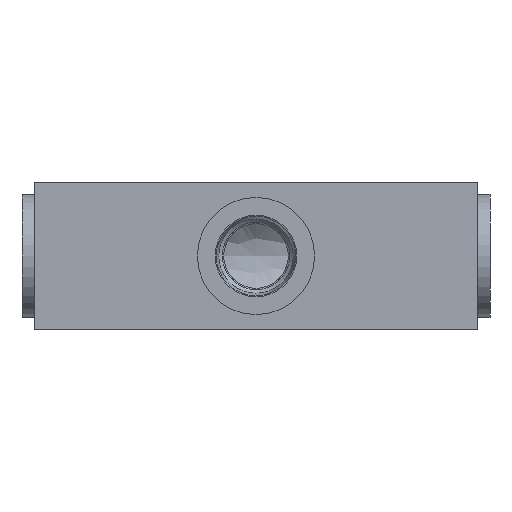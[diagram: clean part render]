
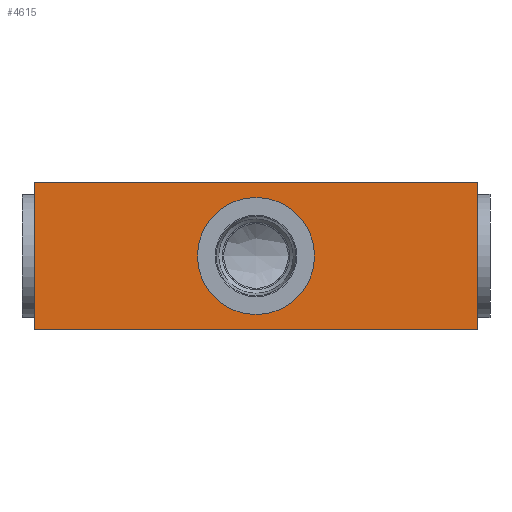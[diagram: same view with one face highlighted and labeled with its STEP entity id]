
A CAD part, front view. The second image highlights one B-rep face of the part: STEP entity #4615.
In plain terms, the highlighted planar face has unit normal (0, -1, 0).
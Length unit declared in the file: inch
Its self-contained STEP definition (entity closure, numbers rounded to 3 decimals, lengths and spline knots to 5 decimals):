
#2743=CARTESIAN_POINT('',(0.0,0.0,0.75));
#2744=VERTEX_POINT('',#2743);
#2751=CARTESIAN_POINT('',(4.5,0.0,0.75));
#2752=VERTEX_POINT('',#2751);
#2753=CARTESIAN_POINT('',(4.5,0.0,0.75));
#2754=DIRECTION('',(-1.0,0.0,0.0));
#2755=VECTOR('',#2754,4.5);
#2756=LINE('',#2753,#2755);
#2757=EDGE_CURVE('',#2752,#2744,#2756,.T.);
#3226=CARTESIAN_POINT('',(0.0,0.0,-0.75));
#3227=VERTEX_POINT('',#3226);
#3234=CARTESIAN_POINT('',(0.0,0.0,0.75));
#3235=DIRECTION('',(0.0,0.0,-1.0));
#3236=VECTOR('',#3235,1.5);
#3237=LINE('',#3234,#3236);
#3238=EDGE_CURVE('',#2744,#3227,#3237,.T.);
#3507=CARTESIAN_POINT('',(4.5,0.0,-0.75));
#3508=VERTEX_POINT('',#3507);
#3509=CARTESIAN_POINT('',(4.5,0.0,-0.75));
#3510=DIRECTION('',(0.0,0.0,1.0));
#3511=VECTOR('',#3510,1.5);
#3512=LINE('',#3509,#3511);
#3513=EDGE_CURVE('',#3508,#2752,#3512,.T.);
#3573=CARTESIAN_POINT('',(0.0,0.0,-0.75));
#3574=DIRECTION('',(1.0,0.0,0.0));
#3575=VECTOR('',#3574,4.5);
#3576=LINE('',#3573,#3575);
#3577=EDGE_CURVE('',#3227,#3508,#3576,.T.);
#3805=CARTESIAN_POINT('',(2.844,0.0,0.));
#3806=VERTEX_POINT('',#3805);
#3807=CARTESIAN_POINT('',(2.25,0.0,0.0));
#3808=DIRECTION('',(0.0,1.0,0.0));
#3809=DIRECTION('',(-1.0,0.0,0.0));
#3810=AXIS2_PLACEMENT_3D('',#3807,#3808,#3809);
#3811=CIRCLE('',#3810,0.594);
#3812=EDGE_CURVE('',#3806,#3806,#3811,.T.);
#4601=CARTESIAN_POINT('',(4.5,0.0,0.0));
#4602=DIRECTION('',(0.0,-1.0,0.0));
#4603=DIRECTION('',(0.0,0.0,-1.0));
#4604=AXIS2_PLACEMENT_3D('',#4601,#4602,#4603);
#4605=PLANE('',#4604);
#4606=ORIENTED_EDGE('',*,*,#2757,.T.);
#4607=ORIENTED_EDGE('',*,*,#3238,.T.);
#4608=ORIENTED_EDGE('',*,*,#3577,.T.);
#4609=ORIENTED_EDGE('',*,*,#3513,.T.);
#4610=EDGE_LOOP('',(#4606,#4607,#4608,#4609));
#4611=FACE_OUTER_BOUND('',#4610,.T.);
#4612=ORIENTED_EDGE('',*,*,#3812,.T.);
#4613=EDGE_LOOP('',(#4612));
#4614=FACE_BOUND('',#4613,.T.);
#4615=ADVANCED_FACE('',(#4611,#4614),#4605,.T.);
